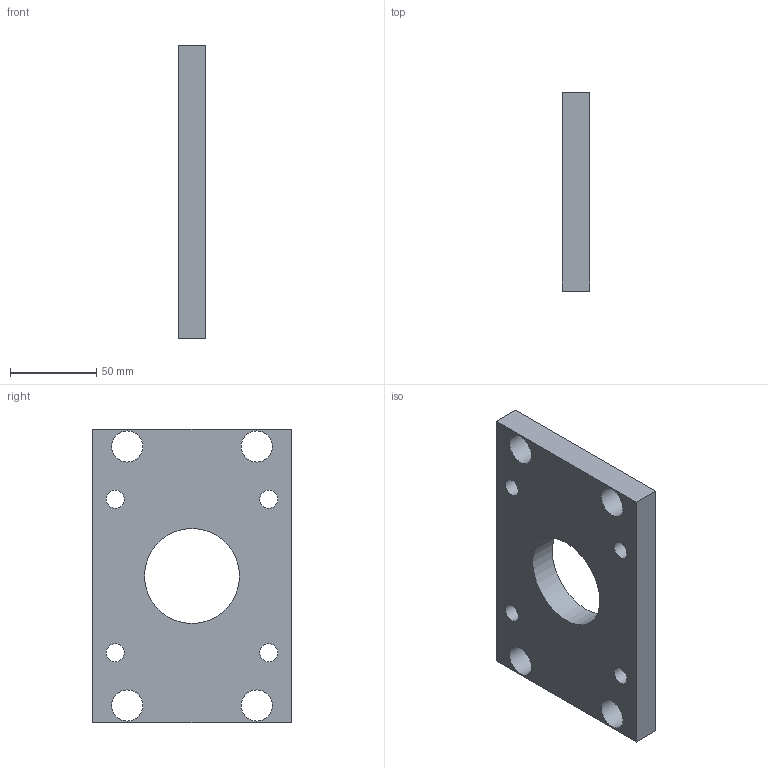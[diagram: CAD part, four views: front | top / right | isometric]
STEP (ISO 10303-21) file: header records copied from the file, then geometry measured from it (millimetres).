
FILE_DESCRIPTION( ( 'STEP AP214' ), '1' );
FILE_NAME( 'Flange (MF1-MF2) AFP100S(00S).stp', '2020-05-12T06:35:57', ( 'License CC BY-ND 4.0' ), ( 'CADENAS' ), ' ', 'PARTsolutions', ' ' );
FILE_SCHEMA( ( 'AUTOMOTIVE_DESIGN { 1 0 10303 214 1 1 1 1 }' ) );
Length unit declared in the file: millimetre
Products named in the file (2): Flange (MF1-MF2) AFP100S(00S); _Flange (MF1-M2) AFP100S(00s)-1
Assembly tree (1 placements, depth 2):
  Flange (MF1-MF2) AFP100S(00S)
    _Flange (MF1-M2) AFP100S(00s)-1
Bounding box: 16 x 115 x 170 mm (x, y, z)
Volume: 248887.4 mm3; surface area: 49837.9 mm2
Topology: 1 solids, 1 shells, 23 faces, 51 edges, 34 vertices
Faces by surface type: cylinder 13, plane 10
Full cylindrical faces by diameter (mm): 10.5 x4, 16.5 x4, 18 x4, 55 x1
Entity records: 844 total; most frequent: DIRECTION 114, CARTESIAN_POINT 97, ORIENTED_EDGE 76, EDGE_LOOP 58, AXIS2_PLACEMENT_3D 51, EDGE_CURVE 38, FACE_OUTER_BOUND 36, VERTEX_POINT 34
